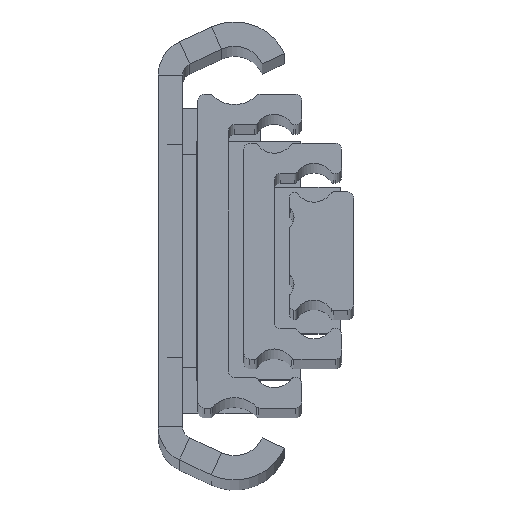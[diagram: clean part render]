
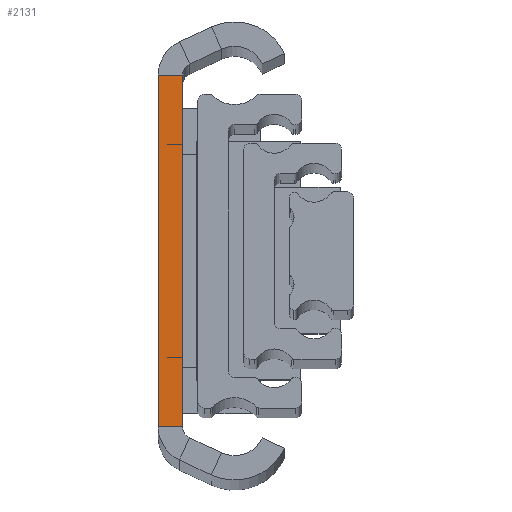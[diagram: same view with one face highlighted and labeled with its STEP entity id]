
A CAD part, top view. The second image highlights one B-rep face of the part: STEP entity #2131.
In plain terms, the highlighted planar face has unit normal (0, 0, 1).
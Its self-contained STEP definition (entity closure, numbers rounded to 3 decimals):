
#287 = EDGE_CURVE ( 'NONE', #1050, #2312, #5968, .T. ) ;
#359 = DIRECTION ( 'NONE',  ( 0., -1., 0. ) ) ;
#478 = ORIENTED_EDGE ( 'NONE', *, *, #5801, .F. ) ;
#481 = LINE ( 'NONE', #3713, #4018 ) ;
#551 = DIRECTION ( 'NONE',  ( -1., 0., 0. ) ) ;
#699 = ORIENTED_EDGE ( 'NONE', *, *, #1099, .F. ) ;
#792 = DIRECTION ( 'NONE',  ( 0., -1., 0. ) ) ;
#813 = CARTESIAN_POINT ( 'NONE',  ( 4., 28.779, 0. ) ) ;
#1050 = VERTEX_POINT ( 'NONE', #813 ) ;
#1099 = EDGE_CURVE ( 'NONE', #5320, #6779, #481, .T. ) ;
#1499 = DIRECTION ( 'NONE',  ( -1., 0., 0. ) ) ;
#1682 = ORIENTED_EDGE ( 'NONE', *, *, #1983, .T. ) ;
#1983 = EDGE_CURVE ( 'NONE', #2312, #6779, #4479, .T. ) ;
#2057 = CARTESIAN_POINT ( 'NONE',  ( 4., 28.779, 0. ) ) ;
#2131 = ADVANCED_FACE ( 'NONE', ( #6763 ), #6225, .F. ) ;
#2312 = VERTEX_POINT ( 'NONE', #2817 ) ;
#2817 = CARTESIAN_POINT ( 'NONE',  ( 0., 28.779, 0. ) ) ;
#3556 = CARTESIAN_POINT ( 'NONE',  ( 0., 28.779, 0. ) ) ;
#3713 = CARTESIAN_POINT ( 'NONE',  ( 0., -28.779, 0. ) ) ;
#3908 = VECTOR ( 'NONE', #792, 1000. ) ;
#4018 = VECTOR ( 'NONE', #1499, 1000. ) ;
#4275 = CARTESIAN_POINT ( 'NONE',  ( 0., 28.779, 0. ) ) ;
#4479 = LINE ( 'NONE', #5612, #3908 ) ;
#5269 = AXIS2_PLACEMENT_3D ( 'NONE', #3556, #5750, #359 ) ;
#5270 = CARTESIAN_POINT ( 'NONE',  ( 4., -28.779, 0. ) ) ;
#5320 = VERTEX_POINT ( 'NONE', #5270 ) ;
#5581 = ORIENTED_EDGE ( 'NONE', *, *, #287, .T. ) ;
#5612 = CARTESIAN_POINT ( 'NONE',  ( 0., 28.779, 0. ) ) ;
#5750 = DIRECTION ( 'NONE',  ( 0., 0., -1. ) ) ;
#5801 = EDGE_CURVE ( 'NONE', #1050, #5320, #6869, .T. ) ;
#5854 = VECTOR ( 'NONE', #6337, 1000. ) ;
#5968 = LINE ( 'NONE', #4275, #6679 ) ;
#6147 = EDGE_LOOP ( 'NONE', ( #699, #478, #5581, #1682 ) ) ;
#6225 = PLANE ( 'NONE',  #5269 ) ;
#6331 = CARTESIAN_POINT ( 'NONE',  ( 0., -28.779, 0. ) ) ;
#6337 = DIRECTION ( 'NONE',  ( 0., -1., 0. ) ) ;
#6679 = VECTOR ( 'NONE', #551, 1000. ) ;
#6763 = FACE_OUTER_BOUND ( 'NONE', #6147, .T. ) ;
#6779 = VERTEX_POINT ( 'NONE', #6331 ) ;
#6869 = LINE ( 'NONE', #2057, #5854 ) ;
